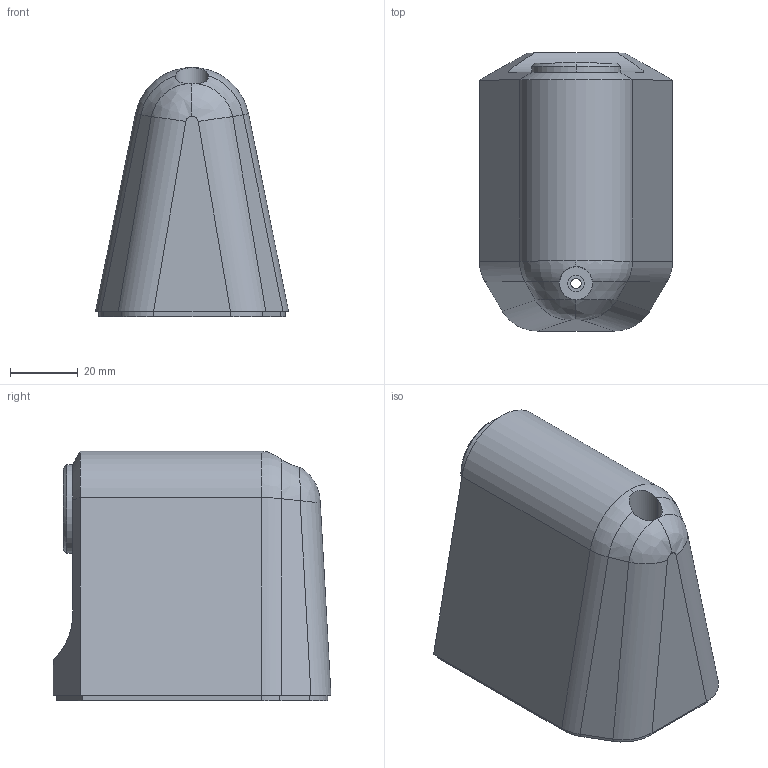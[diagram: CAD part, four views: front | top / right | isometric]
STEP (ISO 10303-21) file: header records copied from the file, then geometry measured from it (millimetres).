
FILE_DESCRIPTION (( 'STEP AP214' ), '1' );
FILE_NAME ('SZ-021.step', '2016-10-25T14:47:15', ( '' ), ( '' ), 'SwSTEP 2.0', 'SolidWorks 2016', '' );
FILE_SCHEMA (( 'AUTOMOTIVE_DESIGN' ));
Length unit declared in the file: millimetre
Products named in the file (1): SZ-021
Bounding box: 57 x 82 x 73.5 mm (x, y, z)
Volume: 58926.1 mm3; surface area: 44996 mm2
Topology: 4 solids, 4 shells, 205 faces, 536 edges, 340 vertices
Faces by surface type: plane 131, cylinder 50, bspline 12, cone 8, torus 4
Entity records: 6654 total; most frequent: CARTESIAN_POINT 1607, ORIENTED_EDGE 1072, DIRECTION 976, EDGE_CURVE 536, VECTOR 380, LINE 380, VERTEX_POINT 340, AXIS2_PLACEMENT_3D 298
